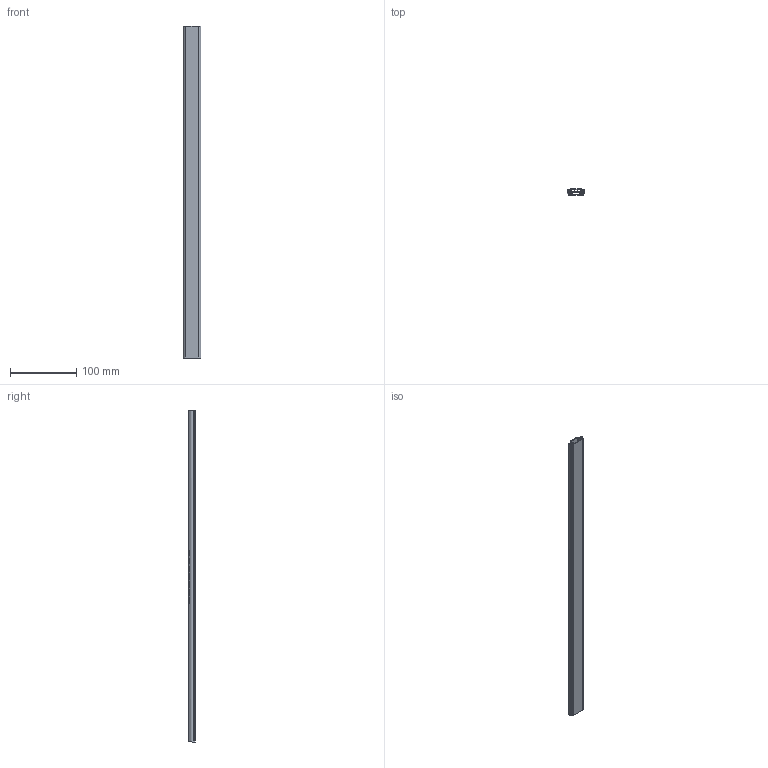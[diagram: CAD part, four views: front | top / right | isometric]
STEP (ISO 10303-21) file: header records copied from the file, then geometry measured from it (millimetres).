
FILE_DESCRIPTION(/* description */ ('Master (Parameters)'),/* implementation_level */ '2;1');
FILE_NAME(/* name */ 'EMS_500_375.stp',/* time_stamp */ '2016-02-23T13:57:37+01:00',/* author */ ('m.meijers'),/* organization */ (''),/* preprocessor_version */ 'ST-DEVELOPER v15.6',/* originating_system */ 'Autodesk Inventor 2015',/* authorisation */ '');
FILE_SCHEMA (('AUTOMOTIVE_DESIGN { 1 0 10303 214 3 1 1 }'));
Length unit declared in the file: millimetre
Products named in the file (9): E000032894; E000032898; E000032896; E000032899; E000032900; E000032897; E000032901; E000032903; E000032893
Assembly tree (21 placements, depth 3):
  E000032893
    E000032894
    E000032896
      E000032898
    E000032897
      E000032899
      E000032900  x14
    E000032903
      E000032901
Bounding box: 27.03 x 9.5 x 500 mm (x, y, z)
Volume: 40292.6 mm3; surface area: 70718.6 mm2
Topology: 17 solids, 17 shells, 246 faces, 724 edges, 480 vertices
Faces by surface type: plane 132, cylinder 100, sphere 14
Full cylindrical faces by diameter (mm): 4.1 x14
Entity records: 8109 total; most frequent: CARTESIAN_POINT 1422, DIRECTION 1390, ORIENTED_EDGE 1338, EDGE_CURVE 669, LINE 466, VECTOR 466, AXIS2_PLACEMENT_3D 462, VERTEX_POINT 454
